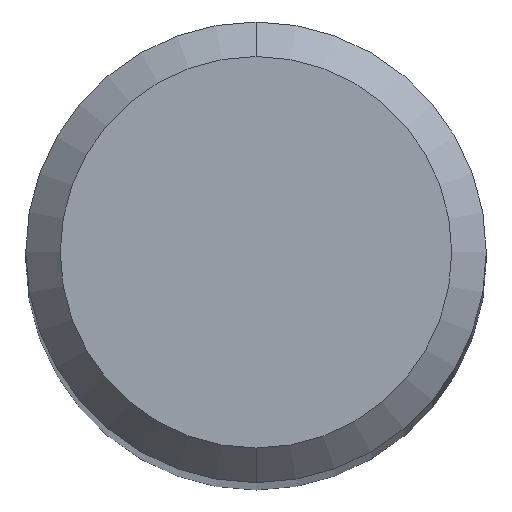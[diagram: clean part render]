
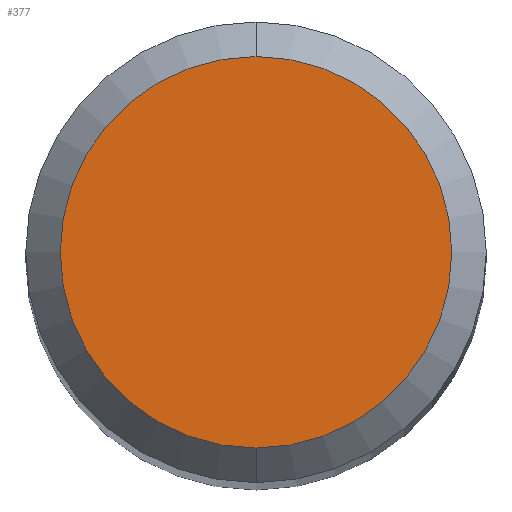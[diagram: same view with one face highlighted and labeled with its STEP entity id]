
A CAD part, top view. The second image highlights one B-rep face of the part: STEP entity #377.
In plain terms, the highlighted planar face has unit normal (0, 0, 1).
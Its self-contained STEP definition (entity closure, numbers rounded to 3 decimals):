
#201=EDGE_CURVE('',#237,#315,#519,.T.);
#237=VERTEX_POINT('',#557);
#315=VERTEX_POINT('',#646);
#377=ADVANCED_FACE('',(#713),#714,.T.);
#429=EDGE_CURVE('',#315,#237,#770,.T.);
#519=CIRCLE('',#884,1.7);
#557=CARTESIAN_POINT('',(0.0,1.7,0.0));
#646=CARTESIAN_POINT('',(0.,-1.7,0.0));
#713=FACE_OUTER_BOUND('',#1298,.T.);
#714=PLANE('',#1299);
#770=CIRCLE('',#1412,1.7);
#884=AXIS2_PLACEMENT_3D('',#1515,#1516,#1517);
#1298=EDGE_LOOP('',(#1731,#1732));
#1299=AXIS2_PLACEMENT_3D('',#1733,#1734,#1735);
#1412=AXIS2_PLACEMENT_3D('',#1776,#1777,#1778);
#1515=CARTESIAN_POINT('',(0.0,0.0,0.0));
#1516=DIRECTION('',(0.0,0.0,-1.0));
#1517=DIRECTION('',(0.0,1.0,0.0));
#1731=ORIENTED_EDGE('',*,*,#201,.F.);
#1732=ORIENTED_EDGE('',*,*,#429,.F.);
#1733=CARTESIAN_POINT('',(0.0,0.85,0.0));
#1734=DIRECTION('',(-0.0,0.0,1.0));
#1735=DIRECTION('',(0.0,-1.0,0.0));
#1776=CARTESIAN_POINT('',(0.0,0.0,0.0));
#1777=DIRECTION('',(0.0,0.0,-1.0));
#1778=DIRECTION('',(0.0,1.0,0.0));
